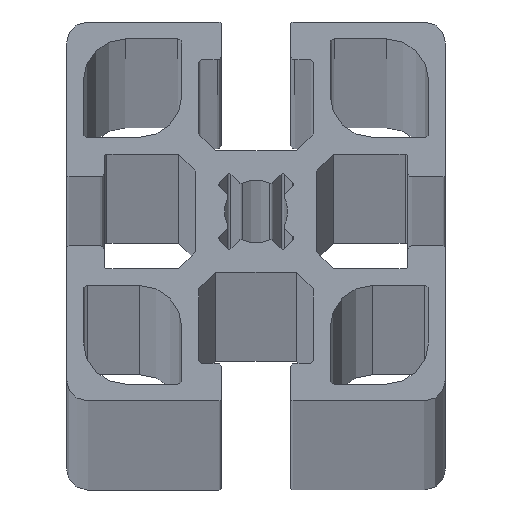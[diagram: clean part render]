
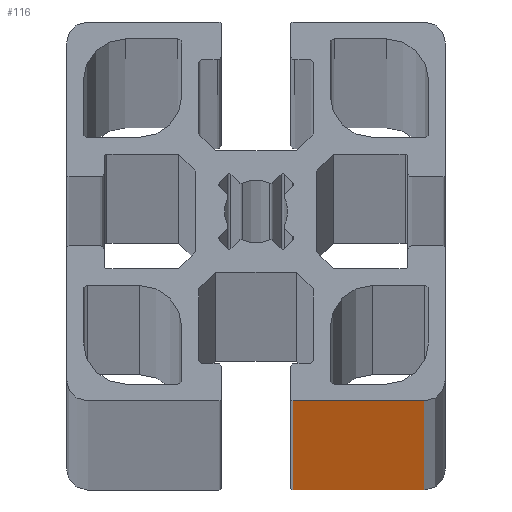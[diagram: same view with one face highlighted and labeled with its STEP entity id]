
A CAD part, top view. The second image highlights one B-rep face of the part: STEP entity #116.
In plain terms, the highlighted planar face has unit normal (0, -1, 0).
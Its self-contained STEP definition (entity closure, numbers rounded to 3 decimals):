
#116 = ADVANCED_FACE ( 'NONE', ( #3980 ), #3623, .T. ) ;
#309 = CARTESIAN_POINT ( 'NONE',  ( 20., -22.5, 0. ) ) ;
#388 = EDGE_CURVE ( 'NONE', #4412, #4712, #881, .T. ) ;
#531 = CARTESIAN_POINT ( 'NONE',  ( 4.4, -22.5, -6060. ) ) ;
#534 = ORIENTED_EDGE ( 'NONE', *, *, #388, .T. ) ;
#610 = LINE ( 'NONE', #2101, #817 ) ;
#781 = DIRECTION ( 'NONE',  ( 1., 0., 0. ) ) ;
#817 = VECTOR ( 'NONE', #1280, 1000. ) ;
#881 = LINE ( 'NONE', #3858, #2710 ) ;
#1096 = EDGE_CURVE ( 'NONE', #2576, #4176, #4295, .T. ) ;
#1185 = EDGE_CURVE ( 'NONE', #4712, #4176, #2541, .T. ) ;
#1280 = DIRECTION ( 'NONE',  ( 0., 0., 1. ) ) ;
#1367 = CARTESIAN_POINT ( 'NONE',  ( 4.4, -22.5, -6060. ) ) ;
#1930 = VECTOR ( 'NONE', #2100, 1000. ) ;
#1960 = DIRECTION ( 'NONE',  ( 0., 0., -1. ) ) ;
#2100 = DIRECTION ( 'NONE',  ( 1., 0., 0. ) ) ;
#2101 = CARTESIAN_POINT ( 'NONE',  ( 4.4, -22.5, -6060. ) ) ;
#2331 = DIRECTION ( 'NONE',  ( 0., -1., 0. ) ) ;
#2338 = EDGE_CURVE ( 'NONE', #4412, #2576, #610, .T. ) ;
#2541 = LINE ( 'NONE', #4051, #3109 ) ;
#2576 = VERTEX_POINT ( 'NONE', #3078 ) ;
#2710 = VECTOR ( 'NONE', #781, 1000. ) ;
#2863 = CARTESIAN_POINT ( 'NONE',  ( 4.4, -22.5, 0. ) ) ;
#2899 = ORIENTED_EDGE ( 'NONE', *, *, #1096, .F. ) ;
#3078 = CARTESIAN_POINT ( 'NONE',  ( 4.4, -22.5, 0. ) ) ;
#3109 = VECTOR ( 'NONE', #3703, 1000. ) ;
#3326 = ORIENTED_EDGE ( 'NONE', *, *, #2338, .F. ) ;
#3581 = AXIS2_PLACEMENT_3D ( 'NONE', #1367, #2331, #1960 ) ;
#3623 = PLANE ( 'NONE',  #3581 ) ;
#3703 = DIRECTION ( 'NONE',  ( 0., 0., 1. ) ) ;
#3762 = EDGE_LOOP ( 'NONE', ( #2899, #3326, #534, #4643 ) ) ;
#3858 = CARTESIAN_POINT ( 'NONE',  ( 4.4, -22.5, -6060. ) ) ;
#3943 = CARTESIAN_POINT ( 'NONE',  ( 20., -22.5, -6060. ) ) ;
#3980 = FACE_OUTER_BOUND ( 'NONE', #3762, .T. ) ;
#4051 = CARTESIAN_POINT ( 'NONE',  ( 20., -22.5, -6060. ) ) ;
#4176 = VERTEX_POINT ( 'NONE', #309 ) ;
#4295 = LINE ( 'NONE', #2863, #1930 ) ;
#4412 = VERTEX_POINT ( 'NONE', #531 ) ;
#4643 = ORIENTED_EDGE ( 'NONE', *, *, #1185, .T. ) ;
#4712 = VERTEX_POINT ( 'NONE', #3943 ) ;
